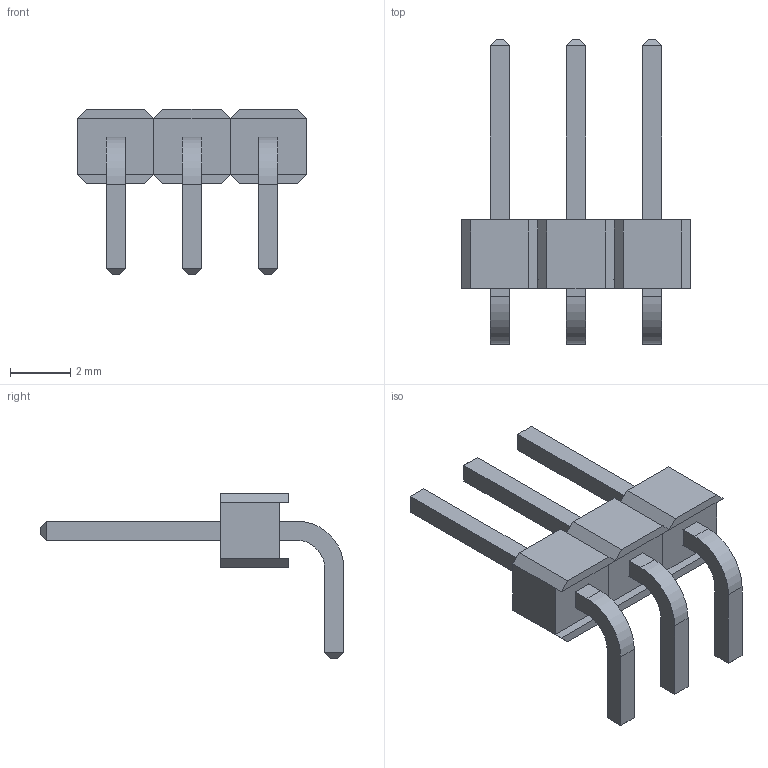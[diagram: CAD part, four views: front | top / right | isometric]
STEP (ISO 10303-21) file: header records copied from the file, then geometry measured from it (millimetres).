
FILE_DESCRIPTION (( 'STEP AP214' ), '1' );
FILE_NAME ('User Library-Header_Male_RA_Low_3Pin.STEP', '2016-03-16T00:12:22', ( 'Windows User' ), ( '' ), 'SwSTEP 2.0', 'SolidWorks 2016', '' );
FILE_SCHEMA (( 'AUTOMOTIVE_DESIGN' ));
Length unit declared in the file: millimetre
Products named in the file (3): User Library-Header_Male_RA_Low_3Pin_PinArray; User Library-Header_Male_RA_Low_3Pin_BodyArray; User Library-Header_Male_RA_Low_3Pin
Assembly tree (2 placements, depth 2):
  User Library-Header_Male_RA_Low_3Pin
    User Library-Header_Male_RA_Low_3Pin_BodyArray
    User Library-Header_Male_RA_Low_3Pin_PinArray
Bounding box: 7.62 x 10.13 x 5.51 mm (x, y, z)
Volume: 51.8 mm3; surface area: 219.4 mm2
Topology: 6 solids, 6 shells, 108 faces, 252 edges, 156 vertices
Faces by surface type: plane 102, cylinder 6
Entity records: 4326 total; most frequent: CARTESIAN_POINT 521, ORIENTED_EDGE 504, DIRECTION 490, EDGE_CURVE 252, LINE 240, VECTOR 240, VERTEX_POINT 156, AXIS2_PLACEMENT_3D 125
